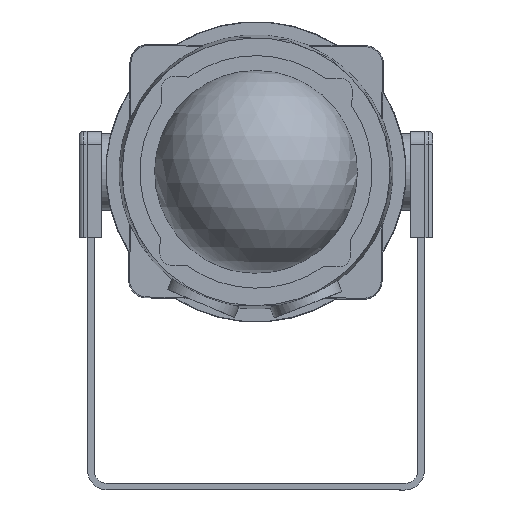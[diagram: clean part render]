
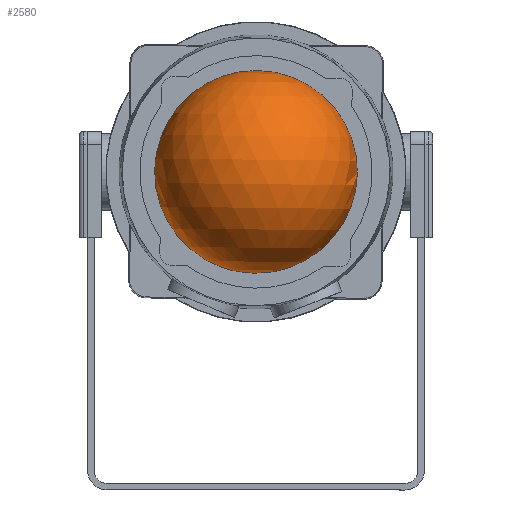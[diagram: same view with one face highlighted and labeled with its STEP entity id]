
A CAD part, left-side view. The second image highlights one B-rep face of the part: STEP entity #2580.
In plain terms, the highlighted spherical face has radius 46.2 mm.
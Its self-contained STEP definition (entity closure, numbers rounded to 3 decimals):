
#767 = SPHERICAL_SURFACE ( 'NONE', #2495, 46.2 ) ;
#1478 = DIRECTION ( 'NONE',  ( 0., -1., 0. ) ) ;
#2495 = AXIS2_PLACEMENT_3D ( 'NONE', #5920, #1478, #6400 ) ;
#2536 = FACE_OUTER_BOUND ( 'NONE', #3209, .T. ) ;
#2580 = ADVANCED_FACE ( 'NONE', ( #2536 ), #767, .T. ) ;
#3209 = EDGE_LOOP ( 'NONE', ( #3697 ) ) ;
#3331 = VERTEX_POINT ( 'NONE', #5960 ) ;
#3544 = CIRCLE ( 'NONE', #6111, 46.2 ) ;
#3697 = ORIENTED_EDGE ( 'NONE', *, *, #5902, .F. ) ;
#3799 = DIRECTION ( 'NONE',  ( 0., 0., 1. ) ) ;
#3939 = CARTESIAN_POINT ( 'NONE',  ( 49.3, 0., 0. ) ) ;
#5902 = EDGE_CURVE ( 'NONE', #3331, #3331, #3544, .T. ) ;
#5920 = CARTESIAN_POINT ( 'NONE',  ( 49.3, 0., 0. ) ) ;
#5960 = CARTESIAN_POINT ( 'NONE',  ( 49.3, 0., 46.2 ) ) ;
#6111 = AXIS2_PLACEMENT_3D ( 'NONE', #3939, #6614, #3799 ) ;
#6400 = DIRECTION ( 'NONE',  ( 0., 0., -1. ) ) ;
#6614 = DIRECTION ( 'NONE',  ( -1., 0., 0. ) ) ;
